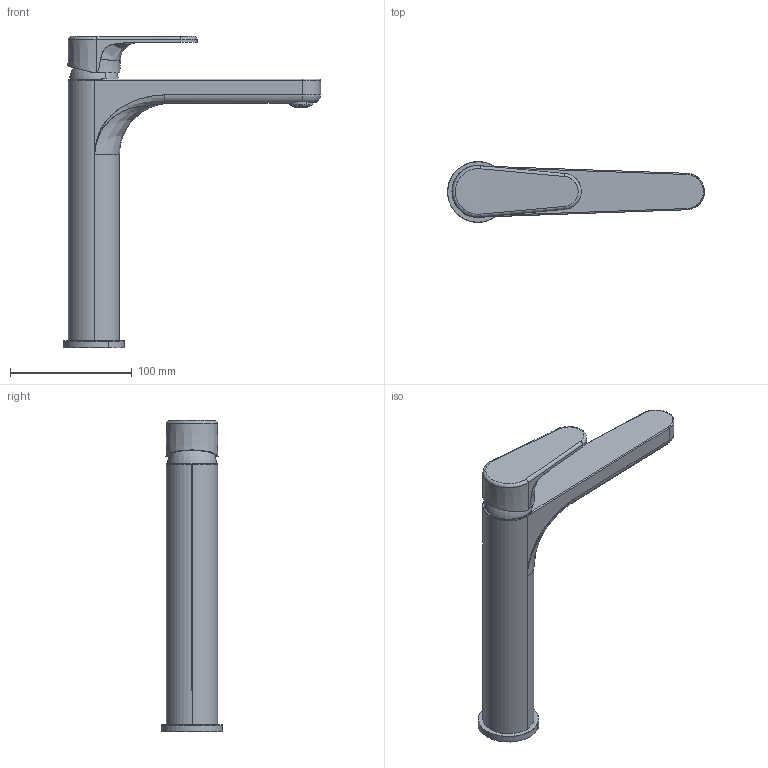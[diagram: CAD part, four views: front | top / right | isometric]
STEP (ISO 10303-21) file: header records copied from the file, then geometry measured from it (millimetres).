
FILE_DESCRIPTION(('CATIA V5 STEP Exchange','CAx-IF Rec.Pracs.--- Model Styling and Organization---1.5--- 2016-08-15','CAx-IF Rec.Pracs.---Supplemental Geometry---1.0---2011-11-01','CAx-IF Rec.Pracs.--- Composite Materials ---3.4---2017-06-13','CAx-IF Rec.Pracs.---Tessellated 3D Geometry---1.0---2015-12-17'),'2;1');
FILE_NAME('A370354.stp','2026-02-05T14:03:18+00:00',('none'),('none'),'CATIA Version 5-6 Release 2020 SP3','CATIA V5 STEP AP242 v2','none');
FILE_SCHEMA(('AP242_MANAGED_MODEL_BASED_3D_ENGINEERING_MIM_LF {1 0 10303 442 1 1 4}'));
Length unit declared in the file: millimetre
Products named in the file (1): A3003545
Bounding box: 210.99 x 49.99 x 255.5 mm (x, y, z)
Volume: 12854.7 mm3; surface area: 69231.9 mm2
Topology: 4 solids, 73 shells, 668 faces, 2064 edges, 1485 vertices
Faces by surface type: plane 520, cylinder 56, cone 41, torus 24, bspline 23, sphere 4
Entity records: 28007 total; most frequent: CARTESIAN_POINT 11579, ORIENTED_EDGE 3736, DIRECTION 2319, EDGE_CURVE 2053, VERTEX_POINT 1483, VECTOR 1076, LINE 1076, AXIS2_PLACEMENT_3D 795
